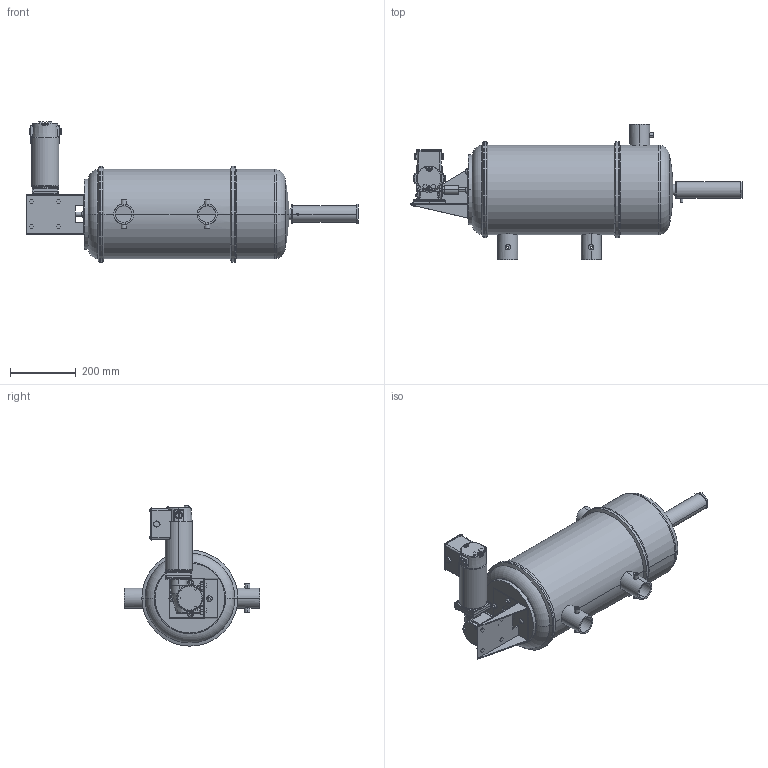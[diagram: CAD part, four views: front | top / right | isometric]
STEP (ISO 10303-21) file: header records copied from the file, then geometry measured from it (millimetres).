
FILE_DESCRIPTION (( 'STEP AP203' ), '1' );
FILE_NAME ('AXS2-180C-LP.STEP', '2020-09-23T10:23:14', ( '' ), ( '' ), 'SwSTEP 2.0', 'SolidWorks 2018', '' );
FILE_SCHEMA (( 'CONFIG_CONTROL_DESIGN' ));
Length unit declared in the file: millimetre
Products named in the file (8): simp2; Washdown mounting bracket; reduced size motor; Motor assem; Washdown drive shaft; simp; AXS2-180C-LP; AXS2-180C for LP
Assembly tree (13 placements, depth 3):
  AXS2-180C-LP
    AXS2-180C for LP
    Motor assem
      Washdown drive shaft
      Washdown mounting bracket
      reduced size motor
      simp  x4
      simp2  x4
Bounding box: 1010.26 x 412.75 x 426.65 mm (x, y, z)
Volume: 6246616.1 mm3; surface area: 1683124.7 mm2
Topology: 20 solids, 20 shells, 878 faces, 2223 edges, 1417 vertices
Faces by surface type: plane 475, cylinder 236, torus 64, bspline 58, cone 37, sphere 8
Entity records: 30381 total; most frequent: CARTESIAN_POINT 11013, ORIENTED_EDGE 3966, DIRECTION 3654, EDGE_CURVE 1983, VERTEX_POINT 1261, AXIS2_PLACEMENT_3D 1258, VECTOR 1138, LINE 1138
